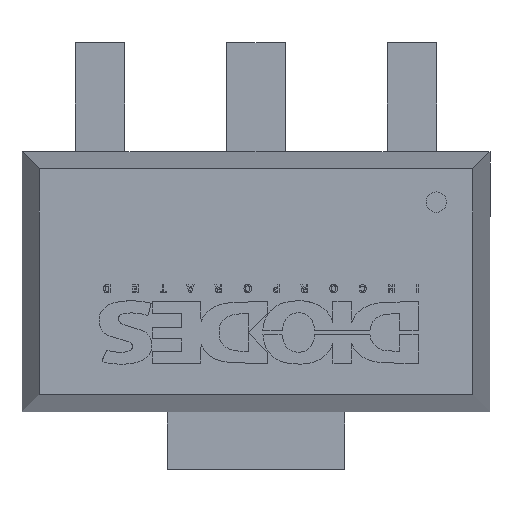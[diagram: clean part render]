
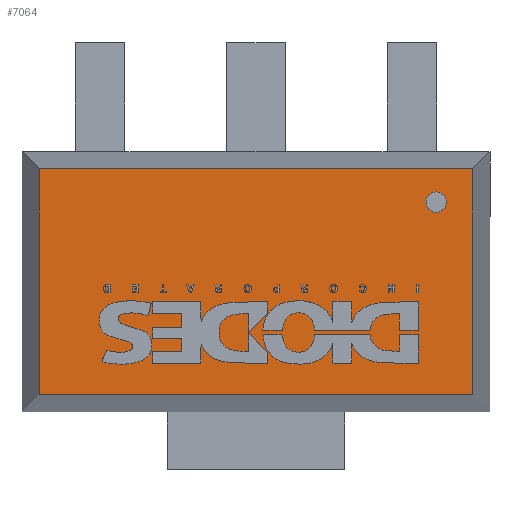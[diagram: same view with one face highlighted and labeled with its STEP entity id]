
A CAD part, top view. The second image highlights one B-rep face of the part: STEP entity #7064.
In plain terms, the highlighted planar face has unit normal (0, 0, 1).
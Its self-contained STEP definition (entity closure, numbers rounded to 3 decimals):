
#664=LINE('',#9253,#1373);
#665=LINE('',#9256,#1374);
#666=LINE('',#9258,#1375);
#667=LINE('',#9259,#1376);
#1373=VECTOR('',#7946,10.);
#1374=VECTOR('',#7949,10.);
#1375=VECTOR('',#7950,10.);
#1376=VECTOR('',#7951,10.);
#2017=FACE_BOUND('',#2468,.T.);
#2063=FACE_OUTER_BOUND('',#2467,.T.);
#2467=EDGE_LOOP('',(#4771,#4772,#4773,#4774));
#2468=EDGE_LOOP('',(#4775));
#2858=CIRCLE('',#7528,0.099);
#2864=VERTEX_POINT('',#9117);
#2905=VERTEX_POINT('',#9249);
#2906=VERTEX_POINT('',#9251);
#2907=VERTEX_POINT('',#9255);
#2908=VERTEX_POINT('',#9257);
#3576=EDGE_CURVE('',#2864,#2864,#2858,.T.);
#3643=EDGE_CURVE('',#2905,#2906,#664,.T.);
#3644=EDGE_CURVE('',#2906,#2907,#665,.T.);
#3645=EDGE_CURVE('',#2907,#2908,#666,.T.);
#3646=EDGE_CURVE('',#2908,#2905,#667,.T.);
#4771=ORIENTED_EDGE('',*,*,#3643,.T.);
#4772=ORIENTED_EDGE('',*,*,#3644,.T.);
#4773=ORIENTED_EDGE('',*,*,#3645,.T.);
#4774=ORIENTED_EDGE('',*,*,#3646,.T.);
#4775=ORIENTED_EDGE('',*,*,#3576,.T.);
#6821=PLANE('',#7555);
#7064=ADVANCED_FACE('',(#2063,#2017),#6821,.T.);
#7528=AXIS2_PLACEMENT_3D('',#9118,#7826,#7827);
#7555=AXIS2_PLACEMENT_3D('',#9254,#7947,#7948);
#7826=DIRECTION('center_axis',(0.,0.,-1.));
#7827=DIRECTION('ref_axis',(-1.,0.,0.));
#7946=DIRECTION('',(0.,1.,0.));
#7947=DIRECTION('center_axis',(0.,0.,1.));
#7948=DIRECTION('ref_axis',(1.,0.,0.));
#7949=DIRECTION('',(-1.,0.,0.));
#7950=DIRECTION('',(0.,-1.,0.));
#7951=DIRECTION('',(1.,0.,0.));
#9117=CARTESIAN_POINT('',(1.832,0.766,1.6));
#9118=CARTESIAN_POINT('Origin',(1.733,0.766,1.6));
#9249=CARTESIAN_POINT('',(2.086,-1.086,1.6));
#9251=CARTESIAN_POINT('',(2.086,1.086,1.6));
#9253=CARTESIAN_POINT('',(2.086,0.,1.6));
#9254=CARTESIAN_POINT('Origin',(0.,0.,1.6));
#9255=CARTESIAN_POINT('',(-2.086,1.086,1.6));
#9256=CARTESIAN_POINT('',(0.,1.086,1.6));
#9257=CARTESIAN_POINT('',(-2.086,-1.086,1.6));
#9258=CARTESIAN_POINT('',(-2.086,0.,1.6));
#9259=CARTESIAN_POINT('',(0.,-1.086,1.6));
